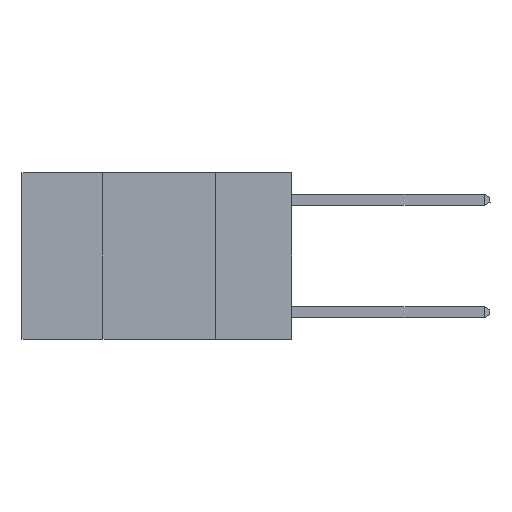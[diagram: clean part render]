
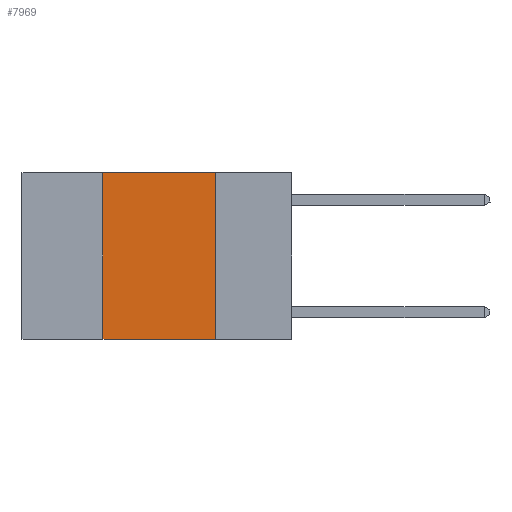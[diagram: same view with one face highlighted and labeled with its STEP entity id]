
A CAD part, left-side view. The second image highlights one B-rep face of the part: STEP entity #7969.
In plain terms, the highlighted planar face has unit normal (-1, 0, 0).
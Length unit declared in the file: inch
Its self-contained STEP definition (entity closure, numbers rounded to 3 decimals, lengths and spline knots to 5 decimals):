
#640 = CARTESIAN_POINT ( 'NONE',  ( 0., 0.17, 0. ) ) ;
#925 = DIRECTION ( 'NONE',  ( 0., -1., 0. ) ) ;
#1114 = LINE ( 'NONE', #640, #1593 ) ;
#1117 = AXIS2_PLACEMENT_3D ( 'NONE', #7247, #3564, #8714 ) ;
#1380 = EDGE_CURVE ( 'NONE', #8554, #7974, #5651, .T. ) ;
#1593 = VECTOR ( 'NONE', #7315, 39.37008 ) ;
#1688 = EDGE_CURVE ( 'NONE', #7974, #3027, #1114, .T. ) ;
#1806 = EDGE_CURVE ( 'NONE', #6852, #8554, #4130, .T. ) ;
#2068 = CARTESIAN_POINT ( 'NONE',  ( 0., 0.42, 0. ) ) ;
#2143 = CARTESIAN_POINT ( 'NONE',  ( 0., 0.17, -0.37 ) ) ;
#2583 = EDGE_CURVE ( 'NONE', #6852, #3027, #8733, .T. ) ;
#2825 = PLANE ( 'NONE',  #1117 ) ;
#3027 = VERTEX_POINT ( 'NONE', #2143 ) ;
#3564 = DIRECTION ( 'NONE',  ( 1., 0., 0. ) ) ;
#3832 = ORIENTED_EDGE ( 'NONE', *, *, #1380, .F. ) ;
#4130 = LINE ( 'NONE', #8900, #9571 ) ;
#4499 = DIRECTION ( 'NONE',  ( 0., 0., 1. ) ) ;
#4718 = DIRECTION ( 'NONE',  ( 0., -1., 0. ) ) ;
#4742 = ORIENTED_EDGE ( 'NONE', *, *, #2583, .T. ) ;
#5047 = CARTESIAN_POINT ( 'NONE',  ( 0., 0.17, 0. ) ) ;
#5377 = CARTESIAN_POINT ( 'NONE',  ( 0., 0.6, -0.37 ) ) ;
#5508 = VECTOR ( 'NONE', #925, 39.37008 ) ;
#5651 = LINE ( 'NONE', #7665, #7144 ) ;
#5780 = ORIENTED_EDGE ( 'NONE', *, *, #1688, .F. ) ;
#6584 = ORIENTED_EDGE ( 'NONE', *, *, #1806, .F. ) ;
#6852 = VERTEX_POINT ( 'NONE', #8704 ) ;
#7144 = VECTOR ( 'NONE', #4718, 39.37008 ) ;
#7247 = CARTESIAN_POINT ( 'NONE',  ( 0., 0.6, 0. ) ) ;
#7315 = DIRECTION ( 'NONE',  ( 0., 0., -1. ) ) ;
#7665 = CARTESIAN_POINT ( 'NONE',  ( 0., 0.6, 0. ) ) ;
#7969 = ADVANCED_FACE ( 'NONE', ( #8384 ), #2825, .F. ) ;
#7974 = VERTEX_POINT ( 'NONE', #5047 ) ;
#8384 = FACE_OUTER_BOUND ( 'NONE', #8818, .T. ) ;
#8554 = VERTEX_POINT ( 'NONE', #2068 ) ;
#8704 = CARTESIAN_POINT ( 'NONE',  ( 0., 0.42, -0.37 ) ) ;
#8714 = DIRECTION ( 'NONE',  ( 0., 0., -1. ) ) ;
#8733 = LINE ( 'NONE', #5377, #5508 ) ;
#8818 = EDGE_LOOP ( 'NONE', ( #5780, #3832, #6584, #4742 ) ) ;
#8900 = CARTESIAN_POINT ( 'NONE',  ( 0., 0.42, 0. ) ) ;
#9571 = VECTOR ( 'NONE', #4499, 39.37008 ) ;
